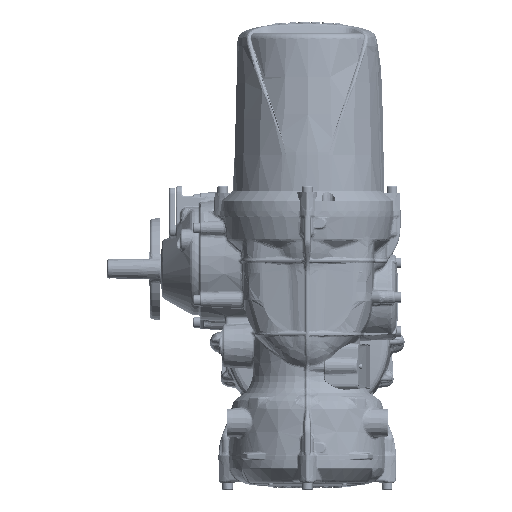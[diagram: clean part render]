
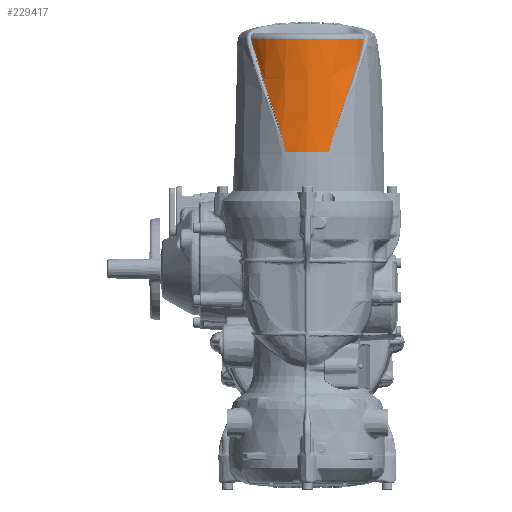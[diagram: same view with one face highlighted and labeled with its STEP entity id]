
A CAD part, top view. The second image highlights one B-rep face of the part: STEP entity #229417.
In plain terms, the highlighted conical face has half-angle 3.469 degrees and reference radius 90.442 mm.
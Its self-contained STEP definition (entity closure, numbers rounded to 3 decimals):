
#2070=CONICAL_SURFACE('',#239584,90.443,0.061);
#25622=CIRCLE('',#239560,90.339);
#25631=CIRCLE('',#239582,81.956);
#64023=ORIENTED_EDGE('',*,*,#93754,.T.);
#64024=ORIENTED_EDGE('',*,*,#93757,.T.);
#64025=ORIENTED_EDGE('',*,*,#94222,.T.);
#64026=ORIENTED_EDGE('',*,*,#94157,.T.);
#64027=ORIENTED_EDGE('',*,*,#94258,.T.);
#64028=ORIENTED_EDGE('',*,*,#94162,.T.);
#64029=ORIENTED_EDGE('',*,*,#94255,.T.);
#64030=ORIENTED_EDGE('',*,*,#93749,.T.);
#93749=EDGE_CURVE('',#111022,#111028,#124086,.T.);
#93754=EDGE_CURVE('',#111028,#111030,#124090,.T.);
#93757=EDGE_CURVE('',#111030,#111032,#124092,.T.);
#94157=EDGE_CURVE('',#111298,#111301,#124316,.T.);
#94162=EDGE_CURVE('',#111303,#111305,#124319,.T.);
#94222=EDGE_CURVE('',#111032,#111298,#25622,.F.);
#94255=EDGE_CURVE('',#111305,#111022,#25631,.F.);
#94258=EDGE_CURVE('',#111301,#111303,#124370,.T.);
#111022=VERTEX_POINT('',#529905);
#111028=VERTEX_POINT('',#529961);
#111030=VERTEX_POINT('',#530004);
#111032=VERTEX_POINT('',#530060);
#111298=VERTEX_POINT('',#533189);
#111301=VERTEX_POINT('',#533208);
#111303=VERTEX_POINT('',#533237);
#111305=VERTEX_POINT('',#533260);
#124086=B_SPLINE_CURVE_WITH_KNOTS('',3,(#529962,#529963,#529964,#529965),
 .UNSPECIFIED.,.F.,.F.,(4,4),(0.,0.),.UNSPECIFIED.);
#124090=B_SPLINE_CURVE_WITH_KNOTS('',3,(#530005,#530006,#530007,#530008),
 .UNSPECIFIED.,.F.,.F.,(4,4),(0.,0.007),.UNSPECIFIED.);
#124092=B_SPLINE_CURVE_WITH_KNOTS('',3,(#530061,#530062,#530063,#530064,
#530065,#530066,#530067,#530068,#530069,#530070,#530071,#530072,#530073,
#530074,#530075),.UNSPECIFIED.,.F.,.F.,(4,1,1,1,1,1,1,1,1,1,1,1,4),(0.,
0.036,0.054,0.072,0.09,
0.099,0.108,0.117,0.126,
0.13,0.135,0.139,0.144),
 .UNSPECIFIED.);
#124316=B_SPLINE_CURVE_WITH_KNOTS('',3,(#533209,#533210,#533211,#533212,
#533213,#533214,#533215,#533216,#533217,#533218,#533219,#533220,#533221,
#533222),.UNSPECIFIED.,.F.,.F.,(4,1,1,1,1,1,1,1,1,1,1,4),(0.,0.004,
0.008,0.015,0.023,0.03,
0.038,0.045,0.061,0.076,
0.091,0.121),.UNSPECIFIED.);
#124319=B_SPLINE_CURVE_WITH_KNOTS('',3,(#533261,#533262,#533263,#533264),
 .UNSPECIFIED.,.F.,.F.,(4,4),(0.154,0.154),
 .UNSPECIFIED.);
#124370=B_SPLINE_CURVE_WITH_KNOTS('',3,(#534677,#534678,#534679,#534680),
 .UNSPECIFIED.,.F.,.F.,(4,4),(0.124,0.154),
 .UNSPECIFIED.);
#134027=EDGE_LOOP('',(#64023,#64024,#64025,#64026,#64027,#64028,#64029,
#64030));
#145077=FACE_BOUND('',#134027,.T.);
#229417=ADVANCED_FACE('',(#145077),#2070,.T.);
#239560=AXIS2_PLACEMENT_3D('',#534522,#264444,#264445);
#239582=AXIS2_PLACEMENT_3D('',#534666,#264496,#264497);
#239584=AXIS2_PLACEMENT_3D('',#534676,#264500,#264501);
#264444=DIRECTION('',(0.,-1.,0.));
#264445=DIRECTION('',(1.,0.,0.));
#264496=DIRECTION('',(0.,1.,0.));
#264497=DIRECTION('',(-1.,0.,0.));
#264500=DIRECTION('',(0.,-1.,0.));
#264501=DIRECTION('',(1.,0.,0.));
#529905=CARTESIAN_POINT('',(-68.667,329.134,44.74));
#529961=CARTESIAN_POINT('',(-68.647,329.059,44.779));
#529962=CARTESIAN_POINT('',(-68.667,329.134,44.74));
#529963=CARTESIAN_POINT('',(-68.66,329.109,44.753));
#529964=CARTESIAN_POINT('',(-68.653,329.084,44.766));
#529965=CARTESIAN_POINT('',(-68.647,329.059,44.779));
#530004=CARTESIAN_POINT('',(-67.002,322.526,47.888));
#530005=CARTESIAN_POINT('',(-68.647,329.059,44.779));
#530006=CARTESIAN_POINT('',(-68.082,326.917,45.881));
#530007=CARTESIAN_POINT('',(-67.549,324.725,46.894));
#530008=CARTESIAN_POINT('',(-67.002,322.526,47.888));
#530060=CARTESIAN_POINT('',(-26.766,190.866,86.282));
#530061=CARTESIAN_POINT('',(-67.002,322.526,47.888));
#530062=CARTESIAN_POINT('',(-64.359,311.886,52.695));
#530063=CARTESIAN_POINT('',(-59.764,295.876,59.395));
#530064=CARTESIAN_POINT('',(-52.722,274.354,67.174));
#530065=CARTESIAN_POINT('',(-47.12,258.122,72.382));
#530066=CARTESIAN_POINT('',(-42.318,244.465,76.179));
#530067=CARTESIAN_POINT('',(-38.52,233.45,78.875));
#530068=CARTESIAN_POINT('',(-35.731,225.128,80.727));
#530069=CARTESIAN_POINT('',(-33.047,216.726,82.408));
#530070=CARTESIAN_POINT('',(-30.95,209.656,83.666));
#530071=CARTESIAN_POINT('',(-29.412,203.947,84.58));
#530072=CARTESIAN_POINT('',(-28.333,199.636,85.223));
#530073=CARTESIAN_POINT('',(-27.386,195.286,85.808));
#530074=CARTESIAN_POINT('',(-26.87,192.362,86.155));
#530075=CARTESIAN_POINT('',(-26.766,190.866,86.282));
#533189=CARTESIAN_POINT('',(26.844,190.866,86.258));
#533208=CARTESIAN_POINT('',(62.113,301.919,55.963));
#533209=CARTESIAN_POINT('',(26.844,190.866,86.258));
#533210=CARTESIAN_POINT('',(26.961,192.122,86.142));
#533211=CARTESIAN_POINT('',(27.403,194.587,85.847));
#533212=CARTESIAN_POINT('',(28.48,199.478,85.186));
#533213=CARTESIAN_POINT('',(30.062,205.511,84.258));
#533214=CARTESIAN_POINT('',(32.145,212.673,83.022));
#533215=CARTESIAN_POINT('',(34.377,219.768,81.658));
#533216=CARTESIAN_POINT('',(36.708,226.815,80.17));
#533217=CARTESIAN_POINT('',(39.897,236.132,78.022));
#533218=CARTESIAN_POINT('',(43.969,247.653,75.035));
#533219=CARTESIAN_POINT('',(48.828,261.335,70.971));
#533220=CARTESIAN_POINT('',(55.11,279.445,64.929));
#533221=CARTESIAN_POINT('',(59.461,292.933,59.72));
#533222=CARTESIAN_POINT('',(62.113,301.919,55.963));
#533237=CARTESIAN_POINT('',(69.119,328.409,44.119));
#533260=CARTESIAN_POINT('',(69.286,329.134,43.774));
#533261=CARTESIAN_POINT('',(69.119,328.409,44.119));
#533262=CARTESIAN_POINT('',(69.175,328.651,44.004));
#533263=CARTESIAN_POINT('',(69.231,328.892,43.889));
#533264=CARTESIAN_POINT('',(69.286,329.134,43.774));
#534522=CARTESIAN_POINT('',(0.,190.866,0.));
#534666=CARTESIAN_POINT('',(0.,329.134,0.));
#534676=CARTESIAN_POINT('',(0.,189.15,0.));
#534677=CARTESIAN_POINT('',(62.113,301.919,55.963));
#534678=CARTESIAN_POINT('',(64.727,310.774,52.26));
#534679=CARTESIAN_POINT('',(67.079,319.597,48.308));
#534680=CARTESIAN_POINT('',(69.119,328.409,44.119));
